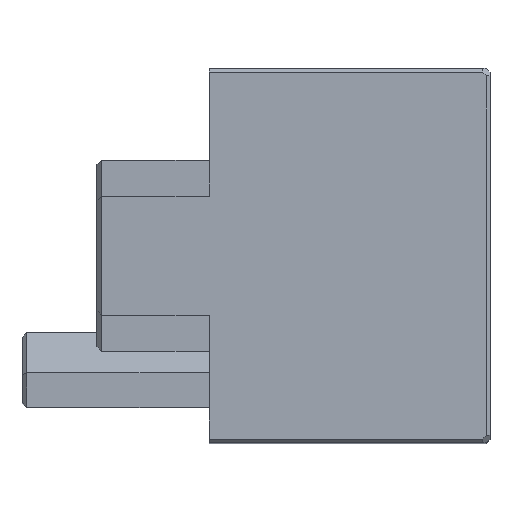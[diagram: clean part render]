
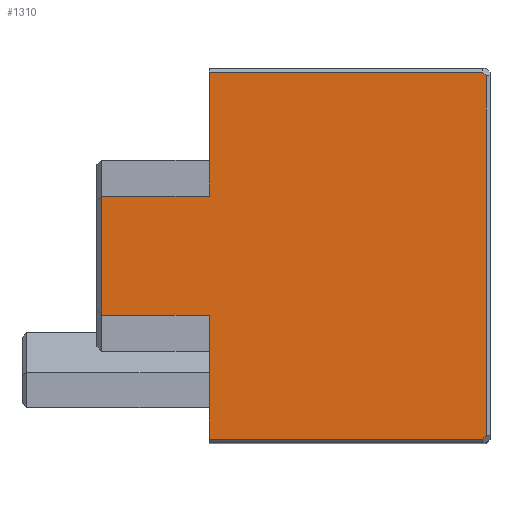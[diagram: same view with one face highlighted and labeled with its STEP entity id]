
A CAD part, top view. The second image highlights one B-rep face of the part: STEP entity #1310.
In plain terms, the highlighted planar face has unit normal (0, 0, 1).
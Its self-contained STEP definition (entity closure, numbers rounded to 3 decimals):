
#36=PLANE('',#1403);
#110=FACE_OUTER_BOUND('',#186,.T.);
#186=EDGE_LOOP('',(#1009,#1010,#1011,#1012,#1013,#1014,#1015,#1016,#1017,
#1018));
#259=LINE('',#1845,#440);
#263=LINE('',#1852,#444);
#265=LINE('',#1857,#446);
#272=LINE('',#1869,#453);
#292=LINE('',#1909,#473);
#299=LINE('',#1924,#480);
#300=LINE('',#1926,#481);
#301=LINE('',#1928,#482);
#302=LINE('',#1930,#483);
#303=LINE('',#1931,#484);
#440=VECTOR('',#1493,10.);
#444=VECTOR('',#1499,10.);
#446=VECTOR('',#1503,10.);
#453=VECTOR('',#1512,10.);
#473=VECTOR('',#1548,10.);
#480=VECTOR('',#1561,10.);
#481=VECTOR('',#1562,10.);
#482=VECTOR('',#1563,10.);
#483=VECTOR('',#1564,10.);
#484=VECTOR('',#1565,10.);
#629=VERTEX_POINT('',#1842);
#630=VERTEX_POINT('',#1844);
#632=VERTEX_POINT('',#1850);
#633=VERTEX_POINT('',#1855);
#634=VERTEX_POINT('',#1856);
#637=VERTEX_POINT('',#1865);
#655=VERTEX_POINT('',#1923);
#656=VERTEX_POINT('',#1925);
#657=VERTEX_POINT('',#1927);
#658=VERTEX_POINT('',#1929);
#747=EDGE_CURVE('',#629,#630,#259,.T.);
#751=EDGE_CURVE('',#632,#629,#263,.T.);
#753=EDGE_CURVE('',#633,#634,#265,.T.);
#760=EDGE_CURVE('',#634,#637,#272,.T.);
#780=EDGE_CURVE('',#630,#633,#292,.T.);
#787=EDGE_CURVE('',#632,#655,#299,.T.);
#788=EDGE_CURVE('',#655,#656,#300,.F.);
#789=EDGE_CURVE('',#657,#656,#301,.T.);
#790=EDGE_CURVE('',#658,#657,#302,.T.);
#791=EDGE_CURVE('',#658,#637,#303,.T.);
#1009=ORIENTED_EDGE('',*,*,#751,.F.);
#1010=ORIENTED_EDGE('',*,*,#787,.T.);
#1011=ORIENTED_EDGE('',*,*,#788,.T.);
#1012=ORIENTED_EDGE('',*,*,#789,.F.);
#1013=ORIENTED_EDGE('',*,*,#790,.F.);
#1014=ORIENTED_EDGE('',*,*,#791,.T.);
#1015=ORIENTED_EDGE('',*,*,#760,.F.);
#1016=ORIENTED_EDGE('',*,*,#753,.F.);
#1017=ORIENTED_EDGE('',*,*,#780,.F.);
#1018=ORIENTED_EDGE('',*,*,#747,.F.);
#1310=ADVANCED_FACE('',(#110),#36,.T.);
#1403=AXIS2_PLACEMENT_3D('',#1922,#1559,#1560);
#1493=DIRECTION('',(0.707,-0.707,0.));
#1499=DIRECTION('',(1.,0.,0.));
#1503=DIRECTION('',(-0.707,-0.707,0.));
#1512=DIRECTION('',(-1.,0.,0.));
#1548=DIRECTION('',(0.,-1.,0.));
#1559=DIRECTION('center_axis',(0.,0.,1.));
#1560=DIRECTION('ref_axis',(0.,-1.,0.));
#1561=DIRECTION('',(0.,-1.,0.));
#1562=DIRECTION('',(1.,0.,0.));
#1563=DIRECTION('',(0.,1.,0.));
#1564=DIRECTION('',(-1.,0.,0.));
#1565=DIRECTION('',(0.,-1.,0.));
#1842=CARTESIAN_POINT('',(14.6,19.8,20.));
#1844=CARTESIAN_POINT('',(14.8,19.6,20.));
#1845=CARTESIAN_POINT('',(10.9,23.5,20.));
#1850=CARTESIAN_POINT('',(0.,19.8,20.));
#1852=CARTESIAN_POINT('',(0.,19.8,20.));
#1855=CARTESIAN_POINT('',(14.8,0.4,20.));
#1856=CARTESIAN_POINT('',(14.6,0.2,20.));
#1857=CARTESIAN_POINT('',(15.85,1.45,20.));
#1865=CARTESIAN_POINT('',(0.,0.2,20.));
#1869=CARTESIAN_POINT('',(0.,0.2,20.));
#1909=CARTESIAN_POINT('',(14.8,14.9,20.));
#1922=CARTESIAN_POINT('Origin',(0.,19.8,20.));
#1923=CARTESIAN_POINT('',(0.,13.183,20.));
#1924=CARTESIAN_POINT('',(0.,19.8,20.));
#1925=CARTESIAN_POINT('',(-5.75,13.183,20.));
#1926=CARTESIAN_POINT('',(0.,13.183,20.));
#1927=CARTESIAN_POINT('',(-5.75,6.817,20.));
#1928=CARTESIAN_POINT('',(-5.75,8.359,20.));
#1929=CARTESIAN_POINT('',(0.,6.817,20.));
#1930=CARTESIAN_POINT('',(0.,6.817,20.));
#1931=CARTESIAN_POINT('',(0.,19.8,20.));
